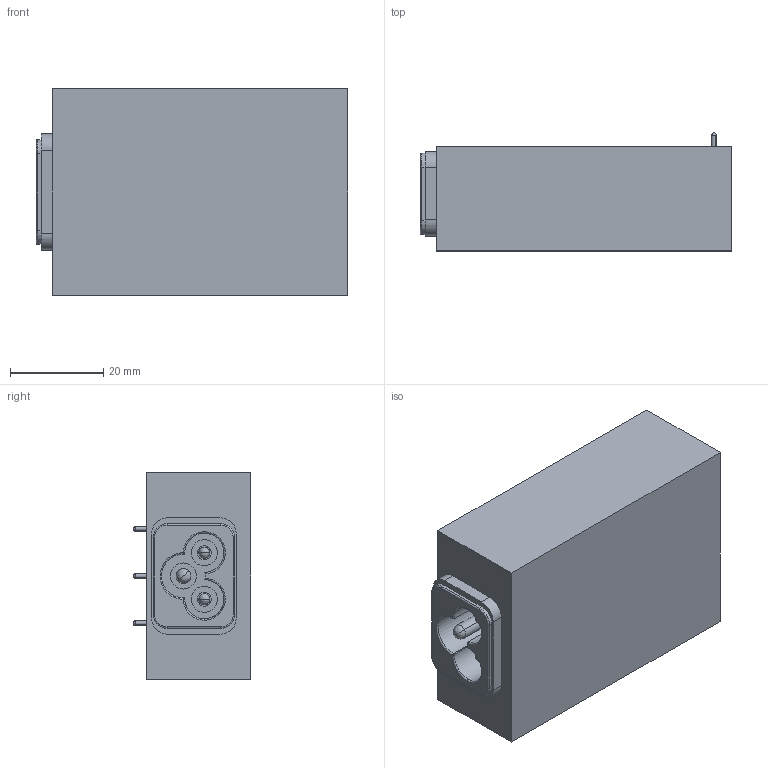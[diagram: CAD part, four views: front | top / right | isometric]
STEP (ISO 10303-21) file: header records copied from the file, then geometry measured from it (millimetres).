
FILE_DESCRIPTION (( 'STEP AP214' ), '1' );
FILE_NAME ('BP32005.STEP', '2022-04-20T13:17:08', ( '' ), ( '' ), 'SwSTEP 2.0', 'SolidWorks 2020', '' );
FILE_SCHEMA (( 'AUTOMOTIVE_DESIGN' ));
Length unit declared in the file: inch
Products named in the file (9): BP32005; 860047926 Rev B_860047927; PDI_ 42R51-5131-NFPT_.031 thick board; Pin (swage mnt)_.040 x .780; 321212000 assembly_web model BP3; covers_no fill hole; Screw 4-40x_25 PHMS_90272A106; 321212000 Rev B_web model; Round Spacer_#4 .25R,.688L
Assembly tree (12 placements, depth 3):
  BP32005
    860047926 Rev B_860047927
    321212000 assembly_web model BP3
      321212000 Rev B_web model
      Pin (swage mnt)_.040 x .780  x3
      Round Spacer_#4 .25R,.688L  x2
      Screw 4-40x_25 PHMS_90272A106  x2
      PDI_ 42R51-5131-NFPT_.031 thick board
    covers_no fill hole
Bounding box: 66.89 x 25.32 x 44.45 mm (x, y, z)
Volume: 16368.1 mm3; surface area: 30240.6 mm2
Topology: 17 solids, 17 shells, 700 faces, 1892 edges, 1236 vertices
Faces by surface type: cylinder 410, plane 218, cone 30, bspline 24, sphere 10, torus 8
Entity records: 22837 total; most frequent: CARTESIAN_POINT 4857, DIRECTION 3081, ORIENTED_EDGE 3016, EDGE_CURVE 1508, AXIS2_PLACEMENT_3D 1175, VERTEX_POINT 995, EDGE_LOOP 761, LINE 731
